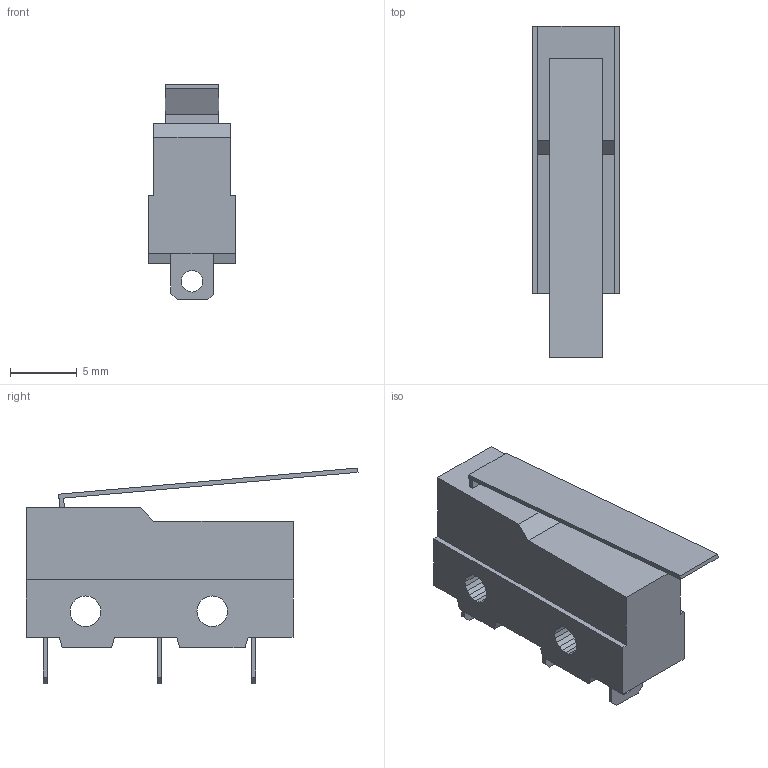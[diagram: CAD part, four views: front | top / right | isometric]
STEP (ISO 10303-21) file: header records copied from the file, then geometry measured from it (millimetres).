
FILE_DESCRIPTION(('FreeCAD Model'),'2;1');
FILE_NAME('Open CASCADE Shape Model','2021-06-03T10:44:01',('Author'),( ''),'Open CASCADE STEP processor 7.4','FreeCAD','Unknown');
FILE_SCHEMA(('AUTOMOTIVE_DESIGN { 1 0 10303 214 1 1 1 1 }'));
Length unit declared in the file: millimetre
Products named in the file (6): Unnamed; micro_switch001001.0; micro_switch001001.1; micro_switch001001.2; micro_switch001001.3; micro_switch001001.4
Assembly tree (5 placements, depth 2):
  Unnamed
    micro_switch001001.0
    micro_switch001001.1
    micro_switch001001.2
    micro_switch001001.3
    micro_switch001001.4
Bounding box: 6.5 x 24.87 x 16.18 mm (x, y, z)
Surface area: 1119.7 mm2 (no closed solid volume)
Topology: 0 solids, 5 shells, 154 faces, 432 edges, 288 vertices
Faces by surface type: plane 154
Entity records: 10638 total; most frequent: CARTESIAN_POINT 1744, DIRECTION 1616, LINE 1296, VECTOR 1296, ORIENTED_EDGE 864, PCURVE 864, DEFINITIONAL_REPRESENTATION 864, EDGE_CURVE 432
